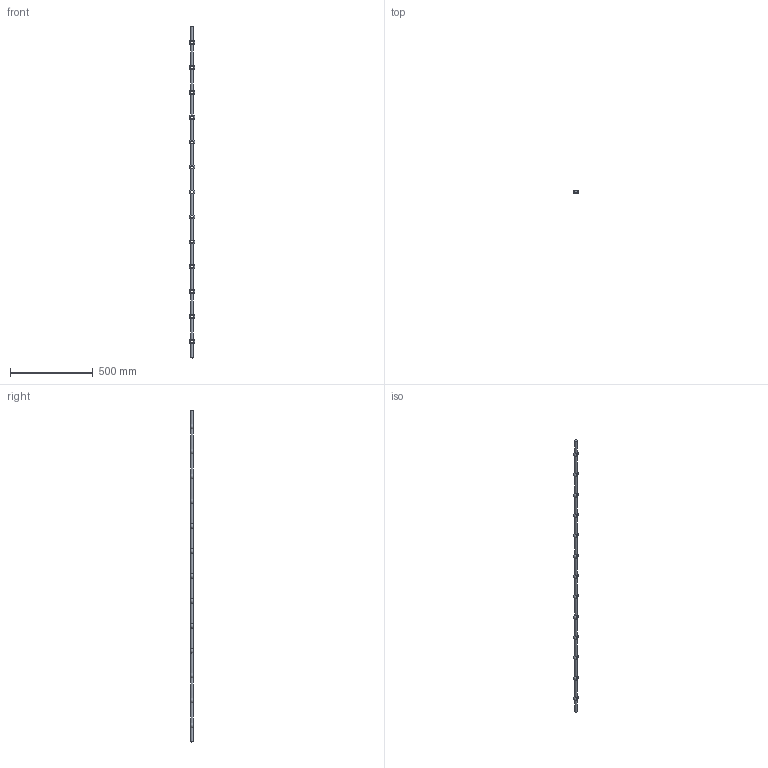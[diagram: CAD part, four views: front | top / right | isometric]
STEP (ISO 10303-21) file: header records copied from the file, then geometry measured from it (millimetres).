
FILE_DESCRIPTION (( 'STEP AP203' ), '1' );
FILE_NAME ('42-2.step', '2022-05-02T13:04:39', ( '' ), ( '' ), 'SwSTEP 2.0', 'SolidWorks 2018', '' );
FILE_SCHEMA (( 'CONFIG_CONTROL_DESIGN' ));
Length unit declared in the file: millimetre
Products named in the file (1): 42-2
Bounding box: 32 x 16 x 2000 mm (x, y, z)
Volume: 421236.2 mm3; surface area: 115784 mm2
Topology: 1 solids, 1 shells, 257 faces, 690 edges, 426 vertices
Faces by surface type: plane 124, bspline 80, cylinder 27, torus 26
Full cylindrical faces by diameter (mm): 16 x27
Entity records: 13622 total; most frequent: CARTESIAN_POINT 7871, ORIENTED_EDGE 1322, DIRECTION 859, EDGE_CURVE 661, VERTEX_POINT 424, LINE 395, VECTOR 395, EDGE_LOOP 301
